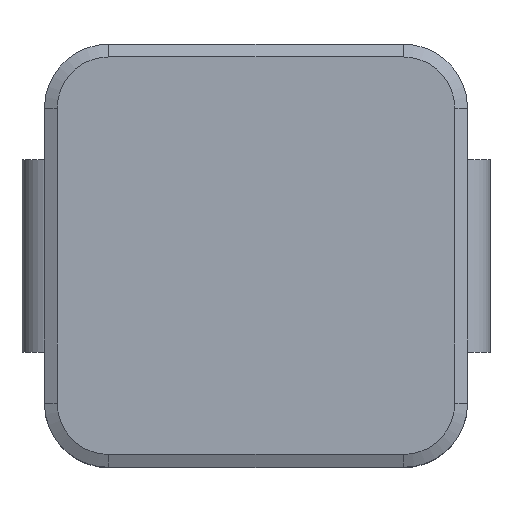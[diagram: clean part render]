
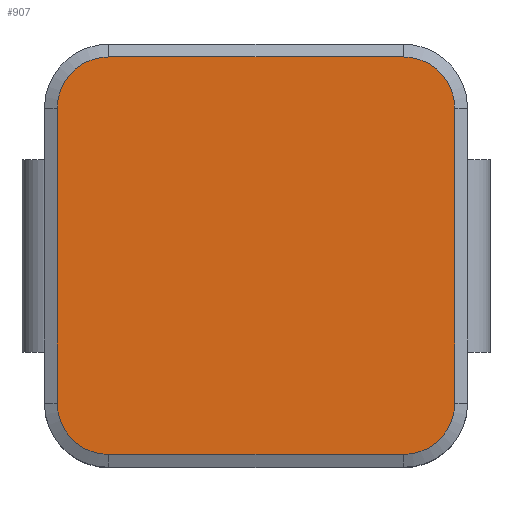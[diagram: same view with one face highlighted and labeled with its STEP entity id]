
A CAD part, top view. The second image highlights one B-rep face of the part: STEP entity #907.
In plain terms, the highlighted planar face has unit normal (0, 0, 1).
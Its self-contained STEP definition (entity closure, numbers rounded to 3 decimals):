
#39=FACE_OUTER_BOUND($,#91,.T.);
#91=EDGE_LOOP($,(#603,#604,#605,#606,#607,#608,#609,#610));
#143=LINE($,#1336,#243);
#144=LINE($,#1340,#244);
#145=LINE($,#1344,#245);
#146=LINE($,#1347,#246);
#243=VECTOR($,#1058,4.6);
#244=VECTOR($,#1061,4.6);
#245=VECTOR($,#1064,4.6);
#246=VECTOR($,#1067,4.6);
#343=CIRCLE($,#965,0.8);
#344=CIRCLE($,#966,0.8);
#345=CIRCLE($,#967,0.8);
#346=CIRCLE($,#968,0.8);
#379=VERTEX_POINT($,#1332);
#380=VERTEX_POINT($,#1333);
#381=VERTEX_POINT($,#1335);
#382=VERTEX_POINT($,#1337);
#383=VERTEX_POINT($,#1339);
#384=VERTEX_POINT($,#1341);
#385=VERTEX_POINT($,#1343);
#386=VERTEX_POINT($,#1345);
#467=EDGE_CURVE($,#379,#380,#343,.T.);
#468=EDGE_CURVE($,#380,#381,#143,.T.);
#469=EDGE_CURVE($,#381,#382,#344,.T.);
#470=EDGE_CURVE($,#382,#383,#144,.T.);
#471=EDGE_CURVE($,#383,#384,#345,.T.);
#472=EDGE_CURVE($,#384,#385,#145,.T.);
#473=EDGE_CURVE($,#385,#386,#346,.T.);
#474=EDGE_CURVE($,#386,#379,#146,.T.);
#603=ORIENTED_EDGE($,*,*,#467,.T.);
#604=ORIENTED_EDGE($,*,*,#468,.T.);
#605=ORIENTED_EDGE($,*,*,#469,.T.);
#606=ORIENTED_EDGE($,*,*,#470,.T.);
#607=ORIENTED_EDGE($,*,*,#471,.T.);
#608=ORIENTED_EDGE($,*,*,#472,.T.);
#609=ORIENTED_EDGE($,*,*,#473,.T.);
#610=ORIENTED_EDGE($,*,*,#474,.T.);
#875=PLANE($,#964);
#907=ADVANCED_FACE($,(#39),#875,.T.);
#964=AXIS2_PLACEMENT_3D($,#1331,#1054,#1055);
#965=AXIS2_PLACEMENT_3D($,#1334,#1056,#1057);
#966=AXIS2_PLACEMENT_3D($,#1338,#1059,#1060);
#967=AXIS2_PLACEMENT_3D($,#1342,#1062,#1063);
#968=AXIS2_PLACEMENT_3D($,#1346,#1065,#1066);
#1054=DIRECTION('center_axis',(0.,0.,1.));
#1055=DIRECTION('ref_axis',(1.,0.,0.));
#1056=DIRECTION('center_axis',(0.,0.,1.));
#1057=DIRECTION('ref_axis',(1.,0.,0.));
#1058=DIRECTION($,(1.,0.,0.));
#1059=DIRECTION('center_axis',(0.,0.,1.));
#1060=DIRECTION('ref_axis',(1.,0.,0.));
#1061=DIRECTION($,(0.,1.,0.));
#1062=DIRECTION('center_axis',(0.,0.,1.));
#1063=DIRECTION('ref_axis',(1.,0.,0.));
#1064=DIRECTION($,(-1.,0.,0.));
#1065=DIRECTION('center_axis',(0.,0.,1.));
#1066=DIRECTION('ref_axis',(1.,0.,0.));
#1067=DIRECTION($,(0.,-1.,0.));
#1331=CARTESIAN_POINT('Origin',(3.3,3.3,4.8));
#1332=CARTESIAN_POINT('',(-3.1,-2.3,4.8));
#1333=CARTESIAN_POINT('',(-2.3,-3.1,4.8));
#1334=CARTESIAN_POINT('Origin',(-2.3,-2.3,4.8));
#1335=CARTESIAN_POINT('',(2.3,-3.1,4.8));
#1336=CARTESIAN_POINT($,(2.3,-3.1,4.8));
#1337=CARTESIAN_POINT('',(3.1,-2.3,4.8));
#1338=CARTESIAN_POINT('Origin',(2.3,-2.3,4.8));
#1339=CARTESIAN_POINT('',(3.1,2.3,4.8));
#1340=CARTESIAN_POINT($,(3.1,2.3,4.8));
#1341=CARTESIAN_POINT('',(2.3,3.1,4.8));
#1342=CARTESIAN_POINT('Origin',(2.3,2.3,4.8));
#1343=CARTESIAN_POINT('',(-2.3,3.1,4.8));
#1344=CARTESIAN_POINT($,(-2.3,3.1,4.8));
#1345=CARTESIAN_POINT('',(-3.1,2.3,4.8));
#1346=CARTESIAN_POINT('Origin',(-2.3,2.3,4.8));
#1347=CARTESIAN_POINT($,(-3.1,-2.3,4.8));
